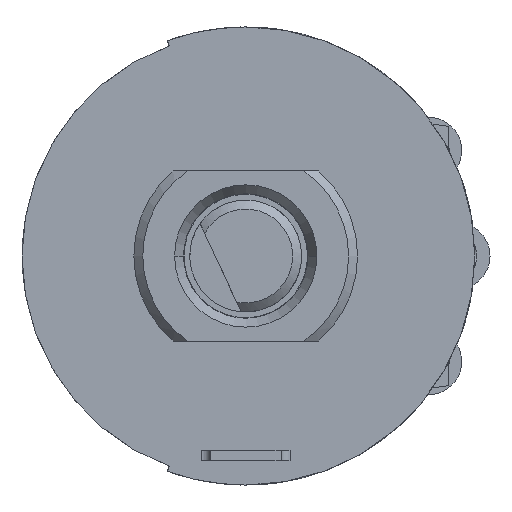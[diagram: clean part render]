
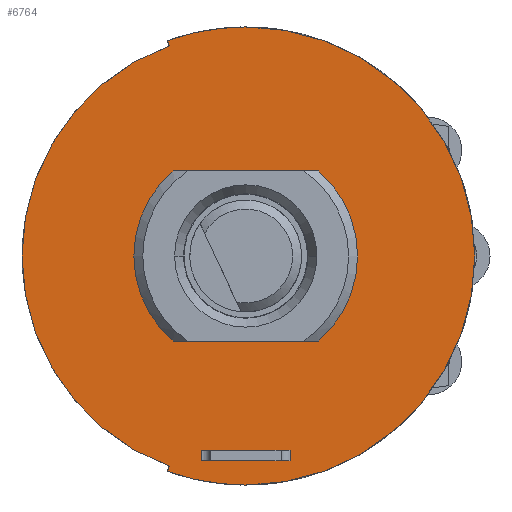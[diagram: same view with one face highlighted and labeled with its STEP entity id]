
A CAD part, front view. The second image highlights one B-rep face of the part: STEP entity #6764.
In plain terms, the highlighted planar face has unit normal (0, -1, 0).
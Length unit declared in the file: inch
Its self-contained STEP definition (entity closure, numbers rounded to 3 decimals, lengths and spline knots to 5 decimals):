
#2197=CARTESIAN_POINT('',(0.,-0.091,0.));
#2198=DIRECTION('',(0.,1.,0.));
#2199=DIRECTION('',(-0.342,0.,-0.94));
#2200=AXIS2_PLACEMENT_3D('',#2197,#2198,#2199);
#2202=DIRECTION('',(-0.342,0.,0.94));
#2203=VECTOR('',#2202,0.006);
#2204=CARTESIAN_POINT('',(-0.08551,-0.091,0.23492));
#2205=LINE('',#2204,#2203);
#2206=CARTESIAN_POINT('',(0.,-0.091,0.));
#2207=DIRECTION('',(0.,1.,0.));
#2208=DIRECTION('',(-0.342,0.,0.94));
#2209=AXIS2_PLACEMENT_3D('',#2206,#2207,#2208);
#2211=CARTESIAN_POINT('',(0.,-0.091,0.));
#2212=DIRECTION('',(0.,1.,0.));
#2213=DIRECTION('',(0.,0.,1.));
#2214=AXIS2_PLACEMENT_3D('',#2211,#2212,#2213);
#2216=CARTESIAN_POINT('',(0.,-0.091,0.));
#2217=DIRECTION('',(0.,1.,0.));
#2218=DIRECTION('',(0.,0.,-1.));
#2219=AXIS2_PLACEMENT_3D('',#2216,#2217,#2218);
#2221=DIRECTION('',(0.342,0.,0.94));
#2222=VECTOR('',#2221,0.006);
#2223=CARTESIAN_POINT('',(-0.08756,-0.091,-0.24056));
#2224=LINE('',#2223,#2222);
#2225=DIRECTION('',(1.,0.,0.));
#2226=VECTOR('',#2225,0.099);
#2227=CARTESIAN_POINT('',(-0.0495,-0.091,-0.229));
#2228=LINE('',#2227,#2226);
#2229=DIRECTION('',(-1.,0.,0.));
#2230=VECTOR('',#2229,0.099);
#2231=CARTESIAN_POINT('',(0.0495,-0.091,-0.217));
#2232=LINE('',#2231,#2230);
#2233=DIRECTION('',(-1.,0.,0.));
#2234=VECTOR('',#2233,0.0339);
#2235=CARTESIAN_POINT('',(0.01695,-0.091,0.095));
#2236=LINE('',#2235,#2234);
#2237=CARTESIAN_POINT('',(0.,-0.091,0.));
#2238=DIRECTION('',(0.,-1.,0.));
#2239=DIRECTION('',(-0.176,0.,0.984));
#2240=AXIS2_PLACEMENT_3D('',#2237,#2238,#2239);
#2242=DIRECTION('',(1.,0.,0.));
#2243=VECTOR('',#2242,0.0339);
#2244=CARTESIAN_POINT('',(-0.01695,-0.091,-0.095));
#2245=LINE('',#2244,#2243);
#2246=CARTESIAN_POINT('',(0.,-0.091,0.));
#2247=DIRECTION('',(0.,-1.,0.));
#2248=DIRECTION('',(0.176,0.,-0.984));
#2249=AXIS2_PLACEMENT_3D('',#2246,#2247,#2248);
#2251=DIRECTION('',(0.,0.,1.));
#2252=VECTOR('',#2251,0.012);
#2253=CARTESIAN_POINT('',(-0.0495,-0.091,-0.229));
#2254=LINE('',#2253,#2252);
#2273=DIRECTION('',(0.,0.,-1.));
#2274=VECTOR('',#2273,0.012);
#2275=CARTESIAN_POINT('',(0.0495,-0.091,-0.217));
#2276=LINE('',#2275,#2274);
#4087=CARTESIAN_POINT('',(-0.08756,-0.091,-0.24056));
#4088=VERTEX_POINT('',#4087);
#4089=CARTESIAN_POINT('',(0.,-0.091,-0.256));
#4090=VERTEX_POINT('',#4089);
#4091=CARTESIAN_POINT('',(0.,-0.091,0.256));
#4092=VERTEX_POINT('',#4091);
#4093=CARTESIAN_POINT('',(-0.08756,-0.091,0.24056));
#4094=VERTEX_POINT('',#4093);
#4095=CARTESIAN_POINT('',(-0.08551,-0.091,-0.23492));
#4096=VERTEX_POINT('',#4095);
#4097=CARTESIAN_POINT('',(-0.08551,-0.091,0.23492));
#4098=VERTEX_POINT('',#4097);
#4099=CARTESIAN_POINT('',(-0.0495,-0.091,-0.229));
#4100=CARTESIAN_POINT('',(-0.0495,-0.091,-0.217));
#4101=VERTEX_POINT('',#4099);
#4102=VERTEX_POINT('',#4100);
#4103=CARTESIAN_POINT('',(0.0495,-0.091,-0.229));
#4104=VERTEX_POINT('',#4103);
#4105=CARTESIAN_POINT('',(0.0495,-0.091,-0.217));
#4106=VERTEX_POINT('',#4105);
#4107=CARTESIAN_POINT('',(0.01695,-0.091,0.095));
#4108=CARTESIAN_POINT('',(-0.01695,-0.091,0.095));
#4109=VERTEX_POINT('',#4107);
#4110=VERTEX_POINT('',#4108);
#4111=CARTESIAN_POINT('',(-0.01695,-0.091,-0.095));
#4112=VERTEX_POINT('',#4111);
#4113=CARTESIAN_POINT('',(0.01695,-0.091,-0.095));
#4114=VERTEX_POINT('',#4113);
#6730=CARTESIAN_POINT('',(0.,-0.091,0.));
#6731=DIRECTION('',(0.,-1.,0.));
#6732=DIRECTION('',(0.,0.,-1.));
#6733=AXIS2_PLACEMENT_3D('',#6730,#6731,#6732);
#6734=PLANE('',#6733);
#6735=ORIENTED_EDGE('',*,*,#6709,.T.);
#6736=ORIENTED_EDGE('',*,*,#6724,.T.);
#6737=ORIENTED_EDGE('',*,*,#6324,.T.);
#6738=ORIENTED_EDGE('',*,*,#6322,.T.);
#6739=ORIENTED_EDGE('',*,*,#6320,.T.);
#6741=ORIENTED_EDGE('',*,*,#6740,.T.);
#6742=EDGE_LOOP('',(#6735,#6736,#6737,#6738,#6739,#6741));
#6743=FACE_OUTER_BOUND('',#6742,.F.);
#6745=ORIENTED_EDGE('',*,*,#6744,.F.);
#6747=ORIENTED_EDGE('',*,*,#6746,.T.);
#6749=ORIENTED_EDGE('',*,*,#6748,.F.);
#6751=ORIENTED_EDGE('',*,*,#6750,.T.);
#6752=EDGE_LOOP('',(#6745,#6747,#6749,#6751));
#6753=FACE_BOUND('',#6752,.F.);
#6755=ORIENTED_EDGE('',*,*,#6754,.T.);
#6757=ORIENTED_EDGE('',*,*,#6756,.T.);
#6759=ORIENTED_EDGE('',*,*,#6758,.T.);
#6761=ORIENTED_EDGE('',*,*,#6760,.T.);
#6762=EDGE_LOOP('',(#6755,#6757,#6759,#6761));
#6763=FACE_BOUND('',#6762,.F.);
#6764=ADVANCED_FACE('',(#6743,#6753,#6763),#6734,.T.);
#2201=CIRCLE('',#2200,0.25);
#2210=CIRCLE('',#2209,0.256);
#2215=CIRCLE('',#2214,0.256);
#2220=CIRCLE('',#2219,0.256);
#2241=CIRCLE('',#2240,0.0965);
#2250=CIRCLE('',#2249,0.0965);
#6320=EDGE_CURVE('',#4090,#4088,#2220,.T.);
#6322=EDGE_CURVE('',#4092,#4090,#2215,.T.);
#6324=EDGE_CURVE('',#4094,#4092,#2210,.T.);
#6709=EDGE_CURVE('',#4096,#4098,#2201,.T.);
#6724=EDGE_CURVE('',#4098,#4094,#2205,.T.);
#6740=EDGE_CURVE('',#4088,#4096,#2224,.T.);
#6744=EDGE_CURVE('',#4101,#4102,#2254,.T.);
#6746=EDGE_CURVE('',#4101,#4104,#2228,.T.);
#6748=EDGE_CURVE('',#4106,#4104,#2276,.T.);
#6750=EDGE_CURVE('',#4106,#4102,#2232,.T.);
#6754=EDGE_CURVE('',#4109,#4110,#2236,.T.);
#6756=EDGE_CURVE('',#4110,#4112,#2241,.T.);
#6758=EDGE_CURVE('',#4112,#4114,#2245,.T.);
#6760=EDGE_CURVE('',#4114,#4109,#2250,.T.);
